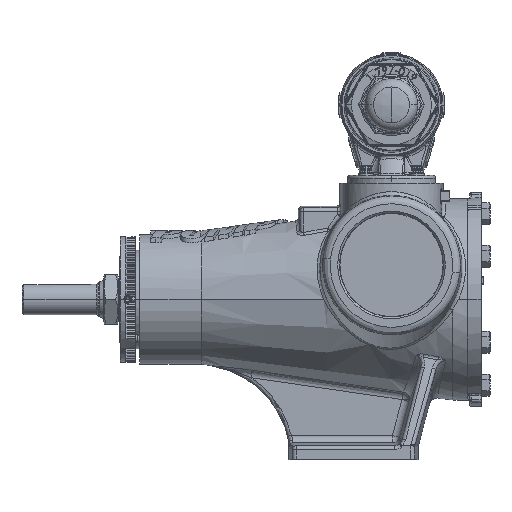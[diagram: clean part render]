
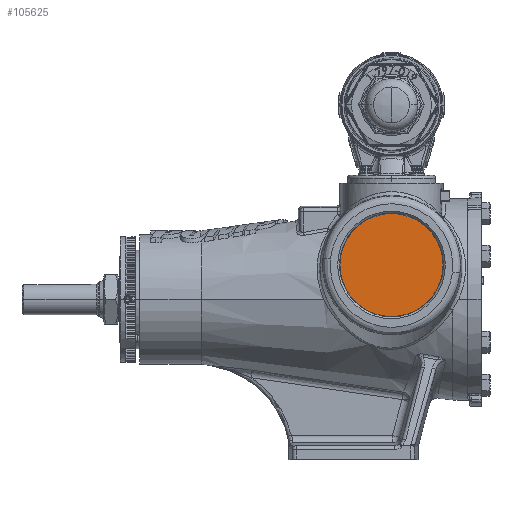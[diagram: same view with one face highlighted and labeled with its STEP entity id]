
A CAD part, top view. The second image highlights one B-rep face of the part: STEP entity #105625.
In plain terms, the highlighted planar face has unit normal (0, 0, 1).
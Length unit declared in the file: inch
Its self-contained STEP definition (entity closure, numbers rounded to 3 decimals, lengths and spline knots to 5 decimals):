
#3811 = EDGE_CURVE ( 'NONE', #51597, #54972, #29170, .T. ) ;
#7951 = AXIS2_PLACEMENT_3D ( 'NONE', #84613, #21518, #95068 ) ;
#12357 = EDGE_CURVE ( 'NONE', #54972, #51597, #22518, .T. ) ;
#20808 = FACE_OUTER_BOUND ( 'NONE', #28126, .T. ) ;
#21518 = DIRECTION ( 'NONE',  ( 0., 0., 1. ) ) ;
#22518 = CIRCLE ( 'NONE', #73342, 1.69029 ) ;
#25200 = CARTESIAN_POINT ( 'NONE',  ( -4.19029, 1.12, 4.5 ) ) ;
#28126 = EDGE_LOOP ( 'NONE', ( #40789, #105668 ) ) ;
#29170 = CIRCLE ( 'NONE', #119772, 1.69029 ) ;
#31599 = PLANE ( 'NONE',  #7951 ) ;
#40789 = ORIENTED_EDGE ( 'NONE', *, *, #3811, .F. ) ;
#46854 = CARTESIAN_POINT ( 'NONE',  ( -0.80971, 1.12, 4.5 ) ) ;
#51597 = VERTEX_POINT ( 'NONE', #46854 ) ;
#54972 = VERTEX_POINT ( 'NONE', #25200 ) ;
#73342 = AXIS2_PLACEMENT_3D ( 'NONE', #104505, #104481, #104319 ) ;
#75397 = DIRECTION ( 'NONE',  ( 1., 0., 0. ) ) ;
#75693 = DIRECTION ( 'NONE',  ( 0., 0., -1. ) ) ;
#75855 = CARTESIAN_POINT ( 'NONE',  ( -2.5, 1.12, 4.5 ) ) ;
#84613 = CARTESIAN_POINT ( 'NONE',  ( -2.5, 1.12, 4.5 ) ) ;
#95068 = DIRECTION ( 'NONE',  ( 1., 0., 0. ) ) ;
#104319 = DIRECTION ( 'NONE',  ( 1., 0., 0. ) ) ;
#104481 = DIRECTION ( 'NONE',  ( 0., 0., -1. ) ) ;
#104505 = CARTESIAN_POINT ( 'NONE',  ( -2.5, 1.12, 4.5 ) ) ;
#105625 = ADVANCED_FACE ( 'NONE', ( #20808 ), #31599, .T. ) ;
#105668 = ORIENTED_EDGE ( 'NONE', *, *, #12357, .F. ) ;
#119772 = AXIS2_PLACEMENT_3D ( 'NONE', #75855, #75693, #75397 ) ;
